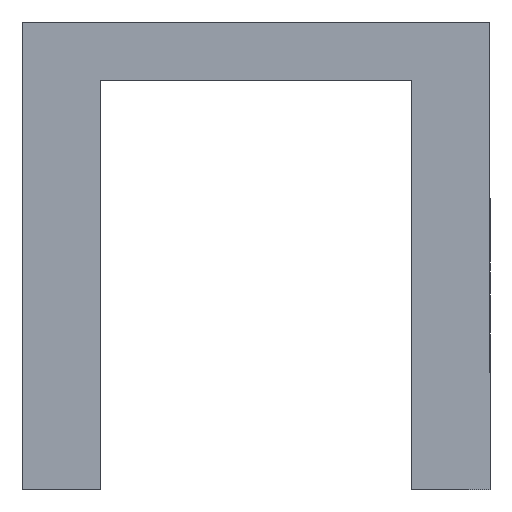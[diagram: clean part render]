
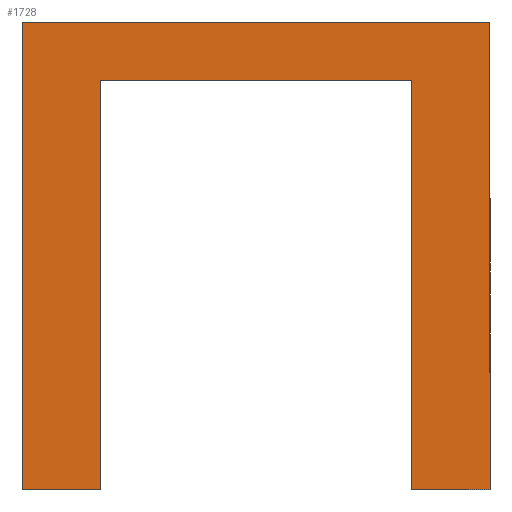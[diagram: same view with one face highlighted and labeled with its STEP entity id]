
A CAD part, front view. The second image highlights one B-rep face of the part: STEP entity #1728.
In plain terms, the highlighted planar face has unit normal (0, -1, 0).
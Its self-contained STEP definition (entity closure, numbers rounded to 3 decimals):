
#18 = AXIS2_PLACEMENT_3D ( 'NONE', #2374, #1026, #2381 ) ;
#75 = EDGE_CURVE ( 'NONE', #1095, #1203, #438, .T. ) ;
#95 = VERTEX_POINT ( 'NONE', #1739 ) ;
#143 = DIRECTION ( 'NONE',  ( 0., 0., 1. ) ) ;
#216 = CARTESIAN_POINT ( 'NONE',  ( 4., 0., -10.5 ) ) ;
#231 = VERTEX_POINT ( 'NONE', #1036 ) ;
#252 = VECTOR ( 'NONE', #1149, 1000. ) ;
#282 = ORIENTED_EDGE ( 'NONE', *, *, #863, .F. ) ;
#333 = CARTESIAN_POINT ( 'NONE',  ( 4., 0., 0. ) ) ;
#406 = LINE ( 'NONE', #1964, #721 ) ;
#438 = LINE ( 'NONE', #1143, #1191 ) ;
#509 = VERTEX_POINT ( 'NONE', #2282 ) ;
#535 = DIRECTION ( 'NONE',  ( 0., 0., -1. ) ) ;
#592 = CARTESIAN_POINT ( 'NONE',  ( -4., 0., -10.5 ) ) ;
#615 = CARTESIAN_POINT ( 'NONE',  ( 6., 0., -10.5 ) ) ;
#702 = VECTOR ( 'NONE', #887, 1000. ) ;
#721 = VECTOR ( 'NONE', #1192, 1000. ) ;
#825 = ORIENTED_EDGE ( 'NONE', *, *, #1675, .F. ) ;
#863 = EDGE_CURVE ( 'NONE', #1892, #509, #1696, .T. ) ;
#874 = LINE ( 'NONE', #1345, #252 ) ;
#887 = DIRECTION ( 'NONE',  ( 1., 0., 0. ) ) ;
#1026 = DIRECTION ( 'NONE',  ( 0., 1., 0. ) ) ;
#1036 = CARTESIAN_POINT ( 'NONE',  ( 4., 0., -10.5 ) ) ;
#1095 = VERTEX_POINT ( 'NONE', #1547 ) ;
#1143 = CARTESIAN_POINT ( 'NONE',  ( -4., 0., 0. ) ) ;
#1149 = DIRECTION ( 'NONE',  ( -1., 0., 0. ) ) ;
#1160 = VECTOR ( 'NONE', #2197, 1000. ) ;
#1191 = VECTOR ( 'NONE', #535, 1000. ) ;
#1192 = DIRECTION ( 'NONE',  ( -1., 0., 0. ) ) ;
#1203 = VERTEX_POINT ( 'NONE', #592 ) ;
#1263 = EDGE_CURVE ( 'NONE', #509, #1972, #2300, .T. ) ;
#1345 = CARTESIAN_POINT ( 'NONE',  ( 4., 0., 0. ) ) ;
#1376 = CARTESIAN_POINT ( 'NONE',  ( 4., 0., 0. ) ) ;
#1385 = EDGE_LOOP ( 'NONE', ( #2055, #2240, #1755, #2327, #2372, #282, #1880, #825 ) ) ;
#1547 = CARTESIAN_POINT ( 'NONE',  ( -4., 0., 0. ) ) ;
#1575 = EDGE_CURVE ( 'NONE', #95, #1892, #2296, .T. ) ;
#1593 = EDGE_CURVE ( 'NONE', #2245, #1095, #874, .T. ) ;
#1643 = VECTOR ( 'NONE', #143, 1000. ) ;
#1675 = EDGE_CURVE ( 'NONE', #1203, #95, #406, .T. ) ;
#1695 = CARTESIAN_POINT ( 'NONE',  ( 6., 0., -10.5 ) ) ;
#1696 = LINE ( 'NONE', #2467, #702 ) ;
#1725 = LINE ( 'NONE', #216, #1966 ) ;
#1728 = ADVANCED_FACE ( 'NONE', ( #2389 ), #2203, .F. ) ;
#1739 = CARTESIAN_POINT ( 'NONE',  ( -6., 0., -10.5 ) ) ;
#1755 = ORIENTED_EDGE ( 'NONE', *, *, #2170, .F. ) ;
#1776 = VECTOR ( 'NONE', #2160, 1000. ) ;
#1800 = DIRECTION ( 'NONE',  ( -1., 0., 0. ) ) ;
#1880 = ORIENTED_EDGE ( 'NONE', *, *, #1575, .F. ) ;
#1881 = CARTESIAN_POINT ( 'NONE',  ( -6., 0., 1.5 ) ) ;
#1892 = VERTEX_POINT ( 'NONE', #1881 ) ;
#1964 = CARTESIAN_POINT ( 'NONE',  ( -4., 0., -10.5 ) ) ;
#1966 = VECTOR ( 'NONE', #1800, 1000. ) ;
#1972 = VERTEX_POINT ( 'NONE', #1695 ) ;
#2055 = ORIENTED_EDGE ( 'NONE', *, *, #75, .F. ) ;
#2160 = DIRECTION ( 'NONE',  ( 0., 0., 1. ) ) ;
#2170 = EDGE_CURVE ( 'NONE', #231, #2245, #2183, .T. ) ;
#2183 = LINE ( 'NONE', #333, #1643 ) ;
#2197 = DIRECTION ( 'NONE',  ( 0., 0., -1. ) ) ;
#2203 = PLANE ( 'NONE',  #18 ) ;
#2240 = ORIENTED_EDGE ( 'NONE', *, *, #1593, .F. ) ;
#2245 = VERTEX_POINT ( 'NONE', #1376 ) ;
#2282 = CARTESIAN_POINT ( 'NONE',  ( 6., 0., 1.5 ) ) ;
#2296 = LINE ( 'NONE', #2576, #1776 ) ;
#2300 = LINE ( 'NONE', #615, #1160 ) ;
#2313 = EDGE_CURVE ( 'NONE', #1972, #231, #1725, .T. ) ;
#2327 = ORIENTED_EDGE ( 'NONE', *, *, #2313, .F. ) ;
#2372 = ORIENTED_EDGE ( 'NONE', *, *, #1263, .F. ) ;
#2374 = CARTESIAN_POINT ( 'NONE',  ( 0., 0., 0. ) ) ;
#2381 = DIRECTION ( 'NONE',  ( 0., 0., 1. ) ) ;
#2389 = FACE_OUTER_BOUND ( 'NONE', #1385, .T. ) ;
#2467 = CARTESIAN_POINT ( 'NONE',  ( -6., 0., 1.5 ) ) ;
#2576 = CARTESIAN_POINT ( 'NONE',  ( -6., 0., -10.5 ) ) ;
